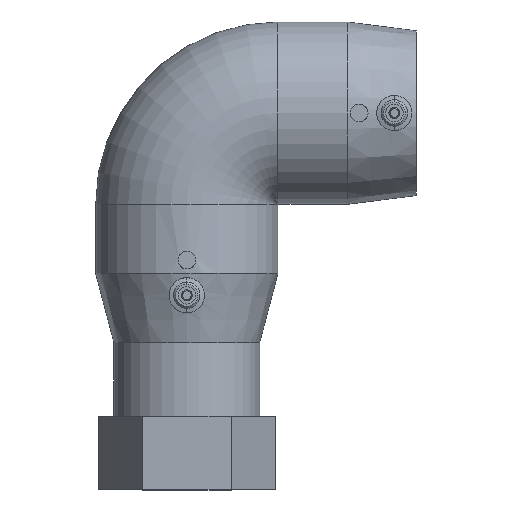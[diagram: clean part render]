
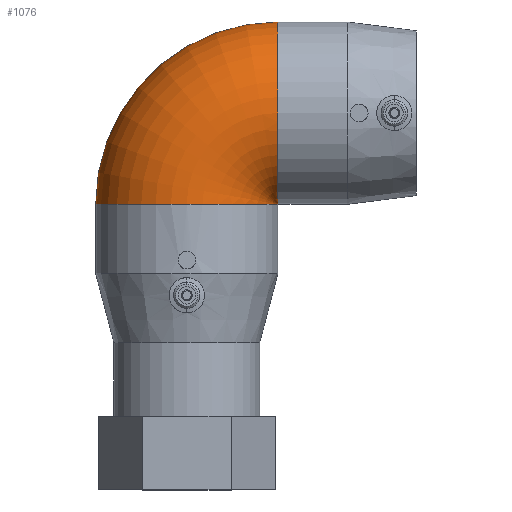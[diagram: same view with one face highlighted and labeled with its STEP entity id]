
A CAD part, top view. The second image highlights one B-rep face of the part: STEP entity #1076.
In plain terms, the highlighted toroidal (fillet/blend) face has major radius 41.51 mm and minor radius 41.5 mm.
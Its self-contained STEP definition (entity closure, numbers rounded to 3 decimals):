
#412 = EDGE_CURVE( '', #1104, #486, #1154, .T. );
#438 = VERTEX_POINT( '', #1184 );
#456 = EDGE_CURVE( '', #1016, #438, #1203, .T. );
#486 = VERTEX_POINT( '', #1237 );
#506 = EDGE_CURVE( '', #1104, #438, #1258, .T. );
#532 = VERTEX_POINT( '', #1285 );
#770 = EDGE_CURVE( '', #486, #532, #1556, .T. );
#1016 = VERTEX_POINT( '', #1841 );
#1076 = ADVANCED_FACE( '', ( #1907 ), #1908, .T. );
#1088 = EDGE_CURVE( '', #1016, #532, #1921, .T. );
#1104 = VERTEX_POINT( '', #1939 );
#1154 = B_SPLINE_CURVE_WITH_KNOTS( '', 3, ( #1989, #1990, #1991, #1992, #1993, #1994, #1995, #1996, #1997, #1998, #1999, #2000, #2001, #2002, #2003, #2004, #2005, #2006, #2007, #2008, #2009, #2010, #2011, #2012, #2013, #2014, #2015, #2016, #2017, #2018, #2019, #2020, #2021, #2022, #2023, #2024, #2025, #2026 ), .UNSPECIFIED., .F., .F., ( 4, 2, 2, 2, 2, 2, 2, 2, 2, 2, 2, 2, 2, 2, 2, 2, 2, 2, 4 ), ( 0., 0.507, 2.388, 4.269, 8.031, 11.793, 15.555, 19.376, 23.196, 27.017, 30.837, 34.664, 38.49, 42.316, 46.142, 49.968, 53.794, 57.621, 61.442 ), .UNSPECIFIED. );
#1184 = CARTESIAN_POINT( '', ( -83., -41.5, 0. ) );
#1203 = CIRCLE( '', #2130, 83.01 );
#1237 = CARTESIAN_POINT( '', ( 0., 0.005, 41.5 ) );
#1258 = CIRCLE( '', #2219, 41.5 );
#1285 = CARTESIAN_POINT( '', ( 0.01, 0.005, 41.5 ) );
#1556 = B_SPLINE_CURVE_WITH_KNOTS( '', 3, ( #2757, #2758, #2759, #2760 ), .UNSPECIFIED., .F., .F., ( 4, 4 ), ( -0.01, 0. ), .UNSPECIFIED. );
#1841 = CARTESIAN_POINT( '', ( 0.01, 41.51, 0. ) );
#1907 = FACE_OUTER_BOUND( '', #3385, .T. );
#1908 = TOROIDAL_SURFACE( '', #3386, 41.51, 41.5 );
#1921 = CIRCLE( '', #3436, 41.5 );
#1939 = CARTESIAN_POINT( '', ( 0., -41.5, 0. ) );
#1989 = CARTESIAN_POINT( '', ( 0., -41.5, 0. ) );
#1990 = CARTESIAN_POINT( '', ( 0., -41.497, 0.169 ) );
#1991 = CARTESIAN_POINT( '', ( 0., -41.494, 0.372 ) );
#1992 = CARTESIAN_POINT( '', ( 0., -41.479, 1.168 ) );
#1993 = CARTESIAN_POINT( '', ( 0., -41.457, 1.81 ) );
#1994 = CARTESIAN_POINT( '', ( 0., -41.379, 3.113 ) );
#1995 = CARTESIAN_POINT( '', ( 0., -41.324, 3.774 ) );
#1996 = CARTESIAN_POINT( '', ( 0., -41.108, 5.774 ) );
#1997 = CARTESIAN_POINT( '', ( 0., -40.896, 7.128 ) );
#1998 = CARTESIAN_POINT( '', ( 0., -40.338, 9.807 ) );
#1999 = CARTESIAN_POINT( '', ( 0., -39.991, 11.133 ) );
#2000 = CARTESIAN_POINT( '', ( 0., -39.19, 13.69 ) );
#2001 = CARTESIAN_POINT( '', ( 0., -38.735, 14.922 ) );
#2002 = CARTESIAN_POINT( '', ( 0., -37.755, 17.252 ) );
#2003 = CARTESIAN_POINT( '', ( 0., -37.184, 18.458 ) );
#2004 = CARTESIAN_POINT( '', ( 0., -35.895, 20.854 ) );
#2005 = CARTESIAN_POINT( '', ( 0., -35.178, 22.046 ) );
#2006 = CARTESIAN_POINT( '', ( 0., -33.625, 24.349 ) );
#2007 = CARTESIAN_POINT( '', ( 0., -32.79, 25.461 ) );
#2008 = CARTESIAN_POINT( '', ( 0., -31.052, 27.555 ) );
#2009 = CARTESIAN_POINT( '', ( 0., -30.149, 28.536 ) );
#2010 = CARTESIAN_POINT( '', ( 0., -28.341, 30.333 ) );
#2011 = CARTESIAN_POINT( '', ( 0., -27.352, 31.232 ) );
#2012 = CARTESIAN_POINT( '', ( 0., -25.245, 32.959 ) );
#2013 = CARTESIAN_POINT( '', ( 0., -24.125, 33.789 ) );
#2014 = CARTESIAN_POINT( '', ( 0., -21.809, 35.329 ) );
#2015 = CARTESIAN_POINT( '', ( 0., -20.611, 36.04 ) );
#2016 = CARTESIAN_POINT( '', ( 0., -18.203, 37.315 ) );
#2017 = CARTESIAN_POINT( '', ( 0., -16.992, 37.879 ) );
#2018 = CARTESIAN_POINT( '', ( 0., -14.634, 38.851 ) );
#2019 = CARTESIAN_POINT( '', ( 0., -13.377, 39.305 ) );
#2020 = CARTESIAN_POINT( '', ( 0., -10.77, 40.099 ) );
#2021 = CARTESIAN_POINT( '', ( 0., -9.419, 40.438 ) );
#2022 = CARTESIAN_POINT( '', ( 0., -6.691, 40.979 ) );
#2023 = CARTESIAN_POINT( '', ( 0., -5.313, 41.18 ) );
#2024 = CARTESIAN_POINT( '', ( 0., -2.602, 41.44 ) );
#2025 = CARTESIAN_POINT( '', ( 0., -1.269, 41.5 ) );
#2026 = CARTESIAN_POINT( '', ( 0., 0.005, 41.5 ) );
#2130 = AXIS2_PLACEMENT_3D( '', #3586, #3587, #3588 );
#2219 = AXIS2_PLACEMENT_3D( '', #3653, #3654, #3655 );
#2757 = CARTESIAN_POINT( '', ( 0., 0.005, 41.5 ) );
#2758 = CARTESIAN_POINT( '', ( 0.003, 0.005, 41.5 ) );
#2759 = CARTESIAN_POINT( '', ( 0.007, 0.005, 41.5 ) );
#2760 = CARTESIAN_POINT( '', ( 0.01, 0.005, 41.5 ) );
#3385 = EDGE_LOOP( '', ( #4450, #4451, #4452, #4453, #4454 ) );
#3386 = AXIS2_PLACEMENT_3D( '', #4455, #4456, #4457 );
#3436 = AXIS2_PLACEMENT_3D( '', #4472, #4473, #4474 );
#3586 = CARTESIAN_POINT( '', ( 0.01, -41.5, 0. ) );
#3587 = DIRECTION( '', ( 0., 0., 1. ) );
#3588 = DIRECTION( '', ( 1., 0., 0. ) );
#3653 = CARTESIAN_POINT( '', ( -41.5, -41.5, 0. ) );
#3654 = DIRECTION( '', ( 0., -1., 0. ) );
#3655 = DIRECTION( '', ( -1., 0., 0. ) );
#4450 = ORIENTED_EDGE( '', *, *, #456, .T. );
#4451 = ORIENTED_EDGE( '', *, *, #506, .F. );
#4452 = ORIENTED_EDGE( '', *, *, #412, .T. );
#4453 = ORIENTED_EDGE( '', *, *, #770, .T. );
#4454 = ORIENTED_EDGE( '', *, *, #1088, .F. );
#4455 = CARTESIAN_POINT( '', ( 0.01, -41.5, 0. ) );
#4456 = DIRECTION( '', ( 0., 0., 1. ) );
#4457 = DIRECTION( '', ( 1., 0., 0. ) );
#4472 = CARTESIAN_POINT( '', ( 0.01, 0.01, 0. ) );
#4473 = DIRECTION( '', ( 1., 0., 0. ) );
#4474 = DIRECTION( '', ( 0., -1., 0. ) );
